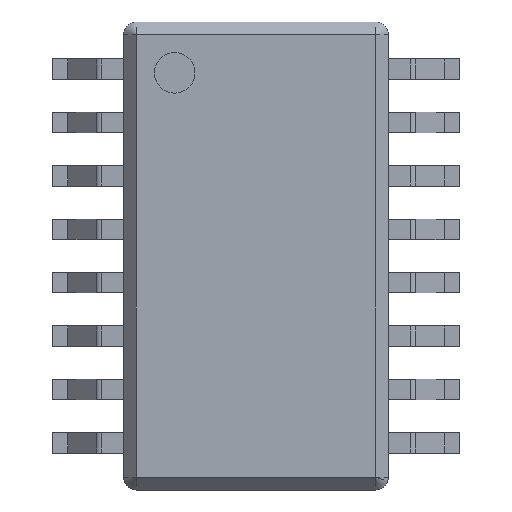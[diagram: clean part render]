
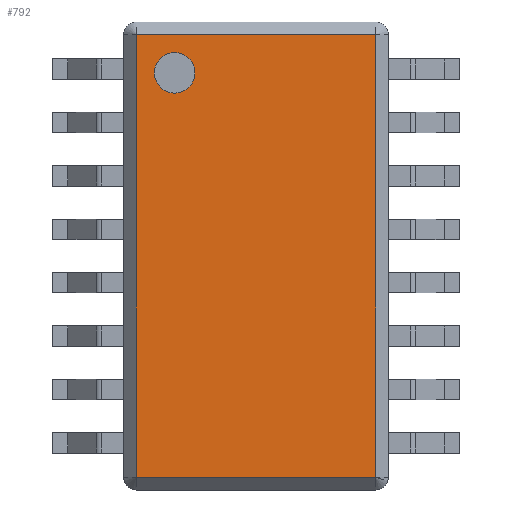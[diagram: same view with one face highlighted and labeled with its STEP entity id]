
A CAD part, top view. The second image highlights one B-rep face of the part: STEP entity #792.
In plain terms, the highlighted planar face has unit normal (0, 0, 1).
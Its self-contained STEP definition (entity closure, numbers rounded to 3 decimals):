
#154 = PLANE('',#155);
#155 = AXIS2_PLACEMENT_3D('',#156,#157,#158);
#156 = CARTESIAN_POINT('',(-1.175,2.238,0.588));
#157 = DIRECTION('',(0.,0.707,0.707));
#158 = DIRECTION('',(-1.,0.,0.));
#393 = VERTEX_POINT('',#394);
#394 = CARTESIAN_POINT('',(-1.175,2.175,0.65));
#417 = VERTEX_POINT('',#418);
#418 = CARTESIAN_POINT('',(1.175,2.175,0.65));
#444 = EDGE_CURVE('',#393,#417,#445,.T.);
#445 = SURFACE_CURVE('',#446,(#450,#457),.PCURVE_S1.);
#446 = LINE('',#447,#448);
#447 = CARTESIAN_POINT('',(-1.175,2.175,0.65));
#448 = VECTOR('',#449,1.);
#449 = DIRECTION('',(1.,0.,0.));
#450 = PCURVE('',#154,#451);
#451 = DEFINITIONAL_REPRESENTATION('',(#452),#456);
#452 = LINE('',#453,#454);
#453 = CARTESIAN_POINT('',(-0.,0.088));
#454 = VECTOR('',#455,1.);
#455 = DIRECTION('',(-1.,0.));
#456 = ( GEOMETRIC_REPRESENTATION_CONTEXT(2) 
PARAMETRIC_REPRESENTATION_CONTEXT() REPRESENTATION_CONTEXT('2D SPACE',''
  ) );
#457 = PCURVE('',#458,#463);
#458 = PLANE('',#459);
#459 = AXIS2_PLACEMENT_3D('',#460,#461,#462);
#460 = CARTESIAN_POINT('',(0.,0.,0.65));
#461 = DIRECTION('',(0.,0.,1.));
#462 = DIRECTION('',(1.,0.,0.));
#463 = DEFINITIONAL_REPRESENTATION('',(#464),#468);
#464 = LINE('',#465,#466);
#465 = CARTESIAN_POINT('',(-1.175,2.175));
#466 = VECTOR('',#467,1.);
#467 = DIRECTION('',(1.,0.));
#468 = ( GEOMETRIC_REPRESENTATION_CONTEXT(2) 
PARAMETRIC_REPRESENTATION_CONTEXT() REPRESENTATION_CONTEXT('2D SPACE',''
  ) );
#596 = PLANE('',#597);
#597 = AXIS2_PLACEMENT_3D('',#598,#599,#600);
#598 = CARTESIAN_POINT('',(-1.238,-2.175,0.588));
#599 = DIRECTION('',(-0.707,0.,0.707));
#600 = DIRECTION('',(-0.,-1.,-0.));
#792 = ADVANCED_FACE('',(#793,#873),#458,.T.);
#793 = FACE_BOUND('',#794,.T.);
#794 = EDGE_LOOP('',(#795,#796,#819,#847));
#795 = ORIENTED_EDGE('',*,*,#444,.F.);
#796 = ORIENTED_EDGE('',*,*,#797,.F.);
#797 = EDGE_CURVE('',#798,#393,#800,.T.);
#798 = VERTEX_POINT('',#799);
#799 = CARTESIAN_POINT('',(-1.175,-2.175,0.65));
#800 = SURFACE_CURVE('',#801,(#805,#812),.PCURVE_S1.);
#801 = LINE('',#802,#803);
#802 = CARTESIAN_POINT('',(-1.175,-2.175,0.65));
#803 = VECTOR('',#804,1.);
#804 = DIRECTION('',(0.,1.,0.));
#805 = PCURVE('',#458,#806);
#806 = DEFINITIONAL_REPRESENTATION('',(#807),#811);
#807 = LINE('',#808,#809);
#808 = CARTESIAN_POINT('',(-1.175,-2.175));
#809 = VECTOR('',#810,1.);
#810 = DIRECTION('',(0.,1.));
#811 = ( GEOMETRIC_REPRESENTATION_CONTEXT(2) 
PARAMETRIC_REPRESENTATION_CONTEXT() REPRESENTATION_CONTEXT('2D SPACE',''
  ) );
#812 = PCURVE('',#596,#813);
#813 = DEFINITIONAL_REPRESENTATION('',(#814),#818);
#814 = LINE('',#815,#816);
#815 = CARTESIAN_POINT('',(-0.,0.088));
#816 = VECTOR('',#817,1.);
#817 = DIRECTION('',(-1.,0.));
#818 = ( GEOMETRIC_REPRESENTATION_CONTEXT(2) 
PARAMETRIC_REPRESENTATION_CONTEXT() REPRESENTATION_CONTEXT('2D SPACE',''
  ) );
#819 = ORIENTED_EDGE('',*,*,#820,.F.);
#820 = EDGE_CURVE('',#821,#798,#823,.T.);
#821 = VERTEX_POINT('',#822);
#822 = CARTESIAN_POINT('',(1.175,-2.175,0.65));
#823 = SURFACE_CURVE('',#824,(#828,#835),.PCURVE_S1.);
#824 = LINE('',#825,#826);
#825 = CARTESIAN_POINT('',(1.175,-2.175,0.65));
#826 = VECTOR('',#827,1.);
#827 = DIRECTION('',(-1.,0.,0.));
#828 = PCURVE('',#458,#829);
#829 = DEFINITIONAL_REPRESENTATION('',(#830),#834);
#830 = LINE('',#831,#832);
#831 = CARTESIAN_POINT('',(1.175,-2.175));
#832 = VECTOR('',#833,1.);
#833 = DIRECTION('',(-1.,0.));
#834 = ( GEOMETRIC_REPRESENTATION_CONTEXT(2) 
PARAMETRIC_REPRESENTATION_CONTEXT() REPRESENTATION_CONTEXT('2D SPACE',''
  ) );
#835 = PCURVE('',#836,#841);
#836 = PLANE('',#837);
#837 = AXIS2_PLACEMENT_3D('',#838,#839,#840);
#838 = CARTESIAN_POINT('',(1.175,-2.238,0.588));
#839 = DIRECTION('',(0.,-0.707,0.707));
#840 = DIRECTION('',(1.,0.,0.));
#841 = DEFINITIONAL_REPRESENTATION('',(#842),#846);
#842 = LINE('',#843,#844);
#843 = CARTESIAN_POINT('',(-0.,0.088));
#844 = VECTOR('',#845,1.);
#845 = DIRECTION('',(-1.,0.));
#846 = ( GEOMETRIC_REPRESENTATION_CONTEXT(2) 
PARAMETRIC_REPRESENTATION_CONTEXT() REPRESENTATION_CONTEXT('2D SPACE',''
  ) );
#847 = ORIENTED_EDGE('',*,*,#848,.F.);
#848 = EDGE_CURVE('',#417,#821,#849,.T.);
#849 = SURFACE_CURVE('',#850,(#854,#861),.PCURVE_S1.);
#850 = LINE('',#851,#852);
#851 = CARTESIAN_POINT('',(1.175,2.175,0.65));
#852 = VECTOR('',#853,1.);
#853 = DIRECTION('',(0.,-1.,0.));
#854 = PCURVE('',#458,#855);
#855 = DEFINITIONAL_REPRESENTATION('',(#856),#860);
#856 = LINE('',#857,#858);
#857 = CARTESIAN_POINT('',(1.175,2.175));
#858 = VECTOR('',#859,1.);
#859 = DIRECTION('',(0.,-1.));
#860 = ( GEOMETRIC_REPRESENTATION_CONTEXT(2) 
PARAMETRIC_REPRESENTATION_CONTEXT() REPRESENTATION_CONTEXT('2D SPACE',''
  ) );
#861 = PCURVE('',#862,#867);
#862 = PLANE('',#863);
#863 = AXIS2_PLACEMENT_3D('',#864,#865,#866);
#864 = CARTESIAN_POINT('',(1.238,2.175,0.588));
#865 = DIRECTION('',(0.707,0.,0.707));
#866 = DIRECTION('',(0.,1.,0.));
#867 = DEFINITIONAL_REPRESENTATION('',(#868),#872);
#868 = LINE('',#869,#870);
#869 = CARTESIAN_POINT('',(-0.,0.088));
#870 = VECTOR('',#871,1.);
#871 = DIRECTION('',(-1.,0.));
#872 = ( GEOMETRIC_REPRESENTATION_CONTEXT(2) 
PARAMETRIC_REPRESENTATION_CONTEXT() REPRESENTATION_CONTEXT('2D SPACE',''
  ) );
#873 = FACE_BOUND('',#874,.T.);
#874 = EDGE_LOOP('',(#875));
#875 = ORIENTED_EDGE('',*,*,#876,.F.);
#876 = EDGE_CURVE('',#877,#877,#879,.T.);
#877 = VERTEX_POINT('',#878);
#878 = CARTESIAN_POINT('',(-0.6,1.8,0.65));
#879 = SURFACE_CURVE('',#880,(#885,#892),.PCURVE_S1.);
#880 = CIRCLE('',#881,0.2);
#881 = AXIS2_PLACEMENT_3D('',#882,#883,#884);
#882 = CARTESIAN_POINT('',(-0.8,1.8,0.65));
#883 = DIRECTION('',(0.,0.,1.));
#884 = DIRECTION('',(1.,0.,0.));
#885 = PCURVE('',#458,#886);
#886 = DEFINITIONAL_REPRESENTATION('',(#887),#891);
#887 = CIRCLE('',#888,0.2);
#888 = AXIS2_PLACEMENT_2D('',#889,#890);
#889 = CARTESIAN_POINT('',(-0.8,1.8));
#890 = DIRECTION('',(1.,0.));
#891 = ( GEOMETRIC_REPRESENTATION_CONTEXT(2) 
PARAMETRIC_REPRESENTATION_CONTEXT() REPRESENTATION_CONTEXT('2D SPACE',''
  ) );
#892 = PCURVE('',#893,#898);
#893 = PLANE('',#894);
#894 = AXIS2_PLACEMENT_3D('',#895,#896,#897);
#895 = CARTESIAN_POINT('',(-0.8,1.8,0.65));
#896 = DIRECTION('',(0.,0.,1.));
#897 = DIRECTION('',(1.,0.,0.));
#898 = DEFINITIONAL_REPRESENTATION('',(#899),#903);
#899 = CIRCLE('',#900,0.2);
#900 = AXIS2_PLACEMENT_2D('',#901,#902);
#901 = CARTESIAN_POINT('',(0.,0.));
#902 = DIRECTION('',(1.,0.));
#903 = ( GEOMETRIC_REPRESENTATION_CONTEXT(2) 
PARAMETRIC_REPRESENTATION_CONTEXT() REPRESENTATION_CONTEXT('2D SPACE',''
  ) );
